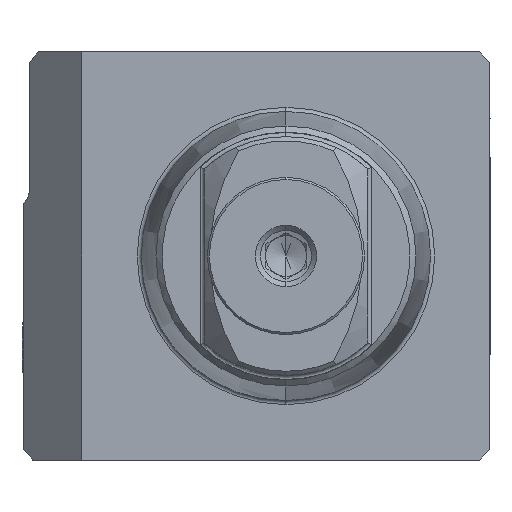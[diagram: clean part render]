
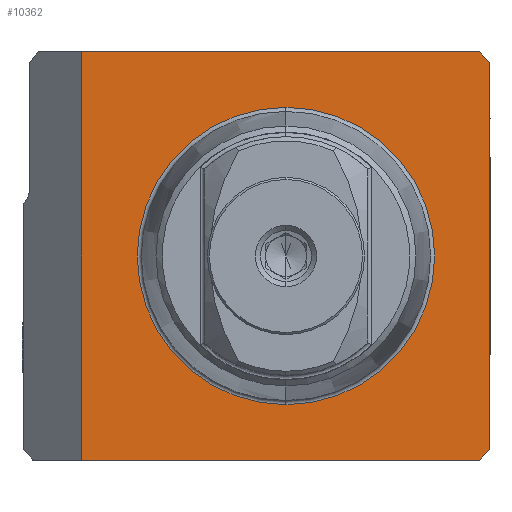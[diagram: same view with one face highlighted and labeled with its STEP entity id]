
A CAD part, left-side view. The second image highlights one B-rep face of the part: STEP entity #10362.
In plain terms, the highlighted planar face has unit normal (-1, 0, 0).
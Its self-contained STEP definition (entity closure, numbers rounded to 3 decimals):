
#182 = CARTESIAN_POINT ( 'NONE',  ( 0., 10., 10. ) ) ;
#537 = LINE ( 'NONE', #1320, #10374 ) ;
#635 = CARTESIAN_POINT ( 'NONE',  ( 0., -9.5, 10. ) ) ;
#1112 = EDGE_CURVE ( 'NONE', #10512, #9223, #6067, .T. ) ;
#1139 = CIRCLE ( 'NONE', #3287, 7.287 ) ;
#1262 = CARTESIAN_POINT ( 'NONE',  ( 0., 0., 0. ) ) ;
#1320 = CARTESIAN_POINT ( 'NONE',  ( 0., 7.287, -10. ) ) ;
#1430 = DIRECTION ( 'NONE',  ( 0., 0., 1. ) ) ;
#1445 = CARTESIAN_POINT ( 'NONE',  ( 0., -10., 9.5 ) ) ;
#1538 = VECTOR ( 'NONE', #4068, 1000. ) ;
#1558 = VERTEX_POINT ( 'NONE', #4116 ) ;
#1993 = DIRECTION ( 'NONE',  ( 0., 0., 1. ) ) ;
#2177 = CARTESIAN_POINT ( 'NONE',  ( 0., 7.287, 0. ) ) ;
#2677 = EDGE_LOOP ( 'NONE', ( #11051, #10265 ) ) ;
#3031 = PLANE ( 'NONE',  #7824 ) ;
#3250 = ORIENTED_EDGE ( 'NONE', *, *, #5199, .F. ) ;
#3287 = AXIS2_PLACEMENT_3D ( 'NONE', #8050, #6324, #1430 ) ;
#3341 = CARTESIAN_POINT ( 'NONE',  ( 0., -9.5, -10. ) ) ;
#3390 = DIRECTION ( 'NONE',  ( 0., -0.707, 0.707 ) ) ;
#3531 = CARTESIAN_POINT ( 'NONE',  ( 0., 10., -10. ) ) ;
#3542 = ORIENTED_EDGE ( 'NONE', *, *, #7933, .F. ) ;
#3830 = VECTOR ( 'NONE', #1993, 1000. ) ;
#4068 = DIRECTION ( 'NONE',  ( 0., 0.707, 0.707 ) ) ;
#4116 = CARTESIAN_POINT ( 'NONE',  ( 0., 10., -10. ) ) ;
#4123 = VERTEX_POINT ( 'NONE', #3341 ) ;
#4303 = ORIENTED_EDGE ( 'NONE', *, *, #9735, .T. ) ;
#4375 = EDGE_CURVE ( 'NONE', #6139, #4929, #4416, .T. ) ;
#4398 = VECTOR ( 'NONE', #3390, 1000. ) ;
#4416 = LINE ( 'NONE', #6094, #7274 ) ;
#4696 = DIRECTION ( 'NONE',  ( -1., 0., 0. ) ) ;
#4904 = VERTEX_POINT ( 'NONE', #8230 ) ;
#4929 = VERTEX_POINT ( 'NONE', #7971 ) ;
#5156 = LINE ( 'NONE', #8389, #7952 ) ;
#5180 = AXIS2_PLACEMENT_3D ( 'NONE', #1262, #4696, #8097 ) ;
#5199 = EDGE_CURVE ( 'NONE', #1558, #6139, #10307, .T. ) ;
#5327 = EDGE_CURVE ( 'NONE', #9223, #10512, #1139, .T. ) ;
#5344 = FACE_BOUND ( 'NONE', #2677, .T. ) ;
#5407 = EDGE_CURVE ( 'NONE', #9256, #4904, #5156, .T. ) ;
#5502 = DIRECTION ( 'NONE',  ( 1., 0., 0. ) ) ;
#5743 = CARTESIAN_POINT ( 'NONE',  ( 0., -10., -9.5 ) ) ;
#6067 = CIRCLE ( 'NONE', #5180, 7.287 ) ;
#6094 = CARTESIAN_POINT ( 'NONE',  ( 0., 7.287, 10. ) ) ;
#6139 = VERTEX_POINT ( 'NONE', #182 ) ;
#6324 = DIRECTION ( 'NONE',  ( -1., 0., 0. ) ) ;
#6375 = DIRECTION ( 'NONE',  ( 0., 1., 0. ) ) ;
#6507 = DIRECTION ( 'NONE',  ( 0., 0., -1. ) ) ;
#7192 = ORIENTED_EDGE ( 'NONE', *, *, #4375, .F. ) ;
#7274 = VECTOR ( 'NONE', #9495, 1000. ) ;
#7338 = ORIENTED_EDGE ( 'NONE', *, *, #5407, .F. ) ;
#7390 = CARTESIAN_POINT ( 'NONE',  ( 0., 0., -7.287 ) ) ;
#7523 = LINE ( 'NONE', #5743, #4398 ) ;
#7659 = DIRECTION ( 'NONE',  ( 0., 0., -1. ) ) ;
#7824 = AXIS2_PLACEMENT_3D ( 'NONE', #2177, #5502, #6507 ) ;
#7933 = EDGE_CURVE ( 'NONE', #4123, #1558, #537, .T. ) ;
#7952 = VECTOR ( 'NONE', #7659, 1000. ) ;
#7955 = EDGE_LOOP ( 'NONE', ( #3542, #10092, #7338, #4303, #7192, #3250 ) ) ;
#7971 = CARTESIAN_POINT ( 'NONE',  ( 0., -9.5, 10. ) ) ;
#8050 = CARTESIAN_POINT ( 'NONE',  ( 0., 0., 0. ) ) ;
#8097 = DIRECTION ( 'NONE',  ( 0., 0., 1. ) ) ;
#8230 = CARTESIAN_POINT ( 'NONE',  ( 0., -10., -9.5 ) ) ;
#8367 = EDGE_CURVE ( 'NONE', #4123, #4904, #7523, .T. ) ;
#8389 = CARTESIAN_POINT ( 'NONE',  ( 0., -10., 0. ) ) ;
#8747 = FACE_OUTER_BOUND ( 'NONE', #7955, .T. ) ;
#9223 = VERTEX_POINT ( 'NONE', #7390 ) ;
#9256 = VERTEX_POINT ( 'NONE', #1445 ) ;
#9495 = DIRECTION ( 'NONE',  ( 0., -1., 0. ) ) ;
#9735 = EDGE_CURVE ( 'NONE', #9256, #4929, #10956, .T. ) ;
#9973 = CARTESIAN_POINT ( 'NONE',  ( 0., 0., 7.287 ) ) ;
#10092 = ORIENTED_EDGE ( 'NONE', *, *, #8367, .T. ) ;
#10265 = ORIENTED_EDGE ( 'NONE', *, *, #5327, .F. ) ;
#10307 = LINE ( 'NONE', #3531, #3830 ) ;
#10362 = ADVANCED_FACE ( 'NONE', ( #5344, #8747 ), #3031, .F. ) ;
#10374 = VECTOR ( 'NONE', #6375, 1000. ) ;
#10512 = VERTEX_POINT ( 'NONE', #9973 ) ;
#10956 = LINE ( 'NONE', #635, #1538 ) ;
#11051 = ORIENTED_EDGE ( 'NONE', *, *, #1112, .F. ) ;
